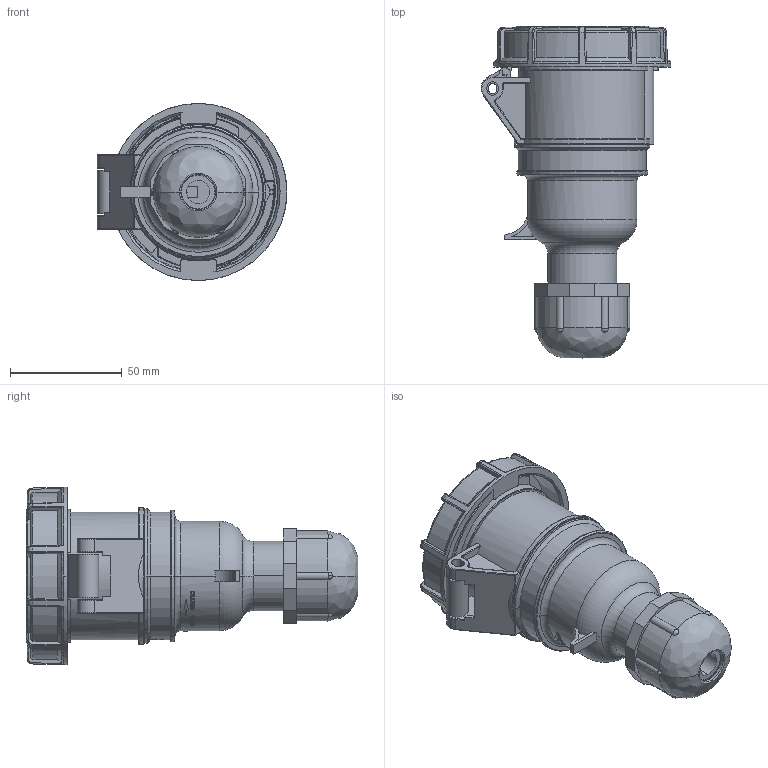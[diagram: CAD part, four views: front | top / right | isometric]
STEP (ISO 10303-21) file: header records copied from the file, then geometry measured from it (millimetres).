
FILE_DESCRIPTION(/* description */ (''),/* implementation_level */ '2;1');
FILE_NAME(/* name */ '2142.stp',/* time_stamp */ '2025-01-04T16:09:39+08:00',/* author */ (''),/* organization */ (''),/* preprocessor_version */ 'ST-DEVELOPER v16.7',/* originating_system */ 'SIEMENS PLM Software NX 12.0',/* authorisation */ '');
FILE_SCHEMA (('AP203_CONFIGURATION_CONTROLLED_3D_DESIGN_OF_MECHANICAL_PARTS_AND_ASSEMBLIES_MIM_LF { 1 0 10303 403 2 1 2}'));
Products named in the file (1): Admi1FA08C66jvlj
Bounding box: 84.79 x 148.32 x 79.2 mm (x, y, z)
Volume: 140864.6 mm3; surface area: 141653.9 mm2
Topology: 14 solids, 14 shells, 2132 faces, 5728 edges, 3687 vertices
Faces by surface type: plane 839, cylinder 506, bspline 416, cone 223, torus 138, sphere 10
Entity records: 87812 total; most frequent: CARTESIAN_POINT 36922, ORIENTED_EDGE 11444, DIRECTION 9459, EDGE_CURVE 5722, VERTEX_POINT 3687, AXIS2_PLACEMENT_3D 3475, LINE 2509, VECTOR 2509
